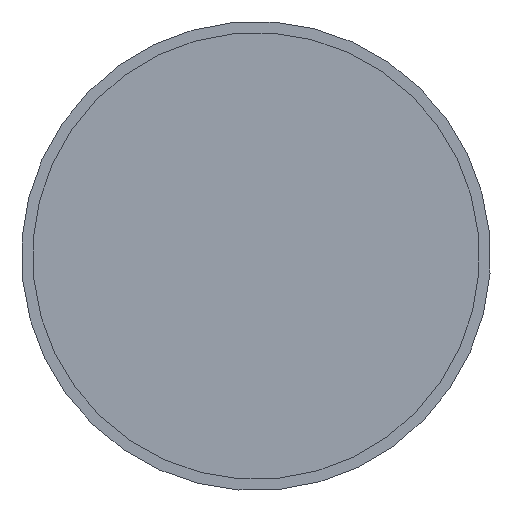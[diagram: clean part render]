
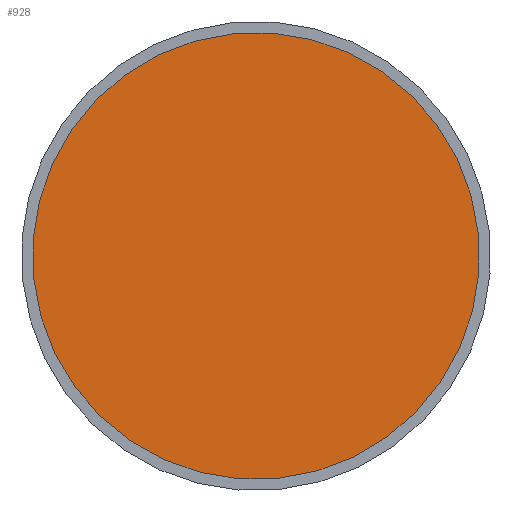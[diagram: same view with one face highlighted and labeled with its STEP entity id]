
A CAD part, front view. The second image highlights one B-rep face of the part: STEP entity #928.
In plain terms, the highlighted planar face has unit normal (0, -1, 0).
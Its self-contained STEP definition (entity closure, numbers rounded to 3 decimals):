
#145=FACE_OUTER_BOUND('',#201,.T.);
#201=EDGE_LOOP('',(#719,#720));
#304=CIRCLE('',#1072,20.);
#305=CIRCLE('',#1073,20.);
#389=VERTEX_POINT('',#1602);
#390=VERTEX_POINT('',#1603);
#503=EDGE_CURVE('',#389,#390,#304,.T.);
#504=EDGE_CURVE('',#390,#389,#305,.T.);
#719=ORIENTED_EDGE('',*,*,#503,.T.);
#720=ORIENTED_EDGE('',*,*,#504,.T.);
#842=PLANE('',#1074);
#928=ADVANCED_FACE('',(#145),#842,.T.);
#1072=AXIS2_PLACEMENT_3D('',#1604,#1324,#1325);
#1073=AXIS2_PLACEMENT_3D('',#1605,#1326,#1327);
#1074=AXIS2_PLACEMENT_3D('',#1607,#1329,#1330);
#1324=DIRECTION('center_axis',(0.,-1.,0.));
#1325=DIRECTION('ref_axis',(0.995,0.,0.102));
#1326=DIRECTION('center_axis',(0.,-1.,0.));
#1327=DIRECTION('ref_axis',(0.995,0.,0.102));
#1329=DIRECTION('center_axis',(0.,-1.,0.));
#1330=DIRECTION('ref_axis',(0.102,0.,-0.995));
#1602=CARTESIAN_POINT('',(19.897,-38.555,2.031));
#1603=CARTESIAN_POINT('',(-19.897,-38.555,-2.031));
#1604=CARTESIAN_POINT('Origin',(0.,-38.555,
0.));
#1605=CARTESIAN_POINT('Origin',(0.,-38.555,
0.));
#1607=CARTESIAN_POINT('Origin',(9.948,-38.555,1.015));
